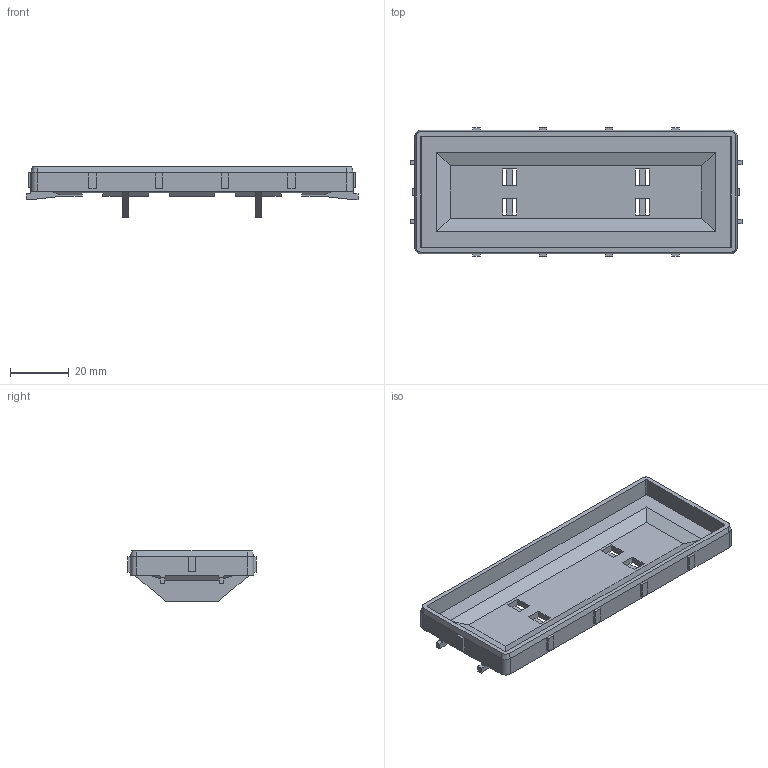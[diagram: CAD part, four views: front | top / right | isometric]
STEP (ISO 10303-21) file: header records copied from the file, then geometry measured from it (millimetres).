
FILE_DESCRIPTION(/* description */ (''),/* implementation_level */ '2;1');
FILE_NAME(/* name */ '28665_8_KDS_FP_AD_UL.stp',/* time_stamp */ '2022-04-28T08:49:40+02:00',/* author */ (''),/* organization */ (''),/* preprocessor_version */ 'ST-DEVELOPER v16.7',/* originating_system */ 'SIEMENS PLM Software NX 12.0',/* authorisation */ '');
FILE_SCHEMA (('AUTOMOTIVE_DESIGN { 1 0 10303 214 3 1 1 1 }'));
Length unit declared in the file: millimetre
Products named in the file (1): 28665_8_KDS_FP_AD_UL
Bounding box: 112.6 x 43.53 x 17 mm (x, y, z)
Volume: 14042.1 mm3; surface area: 14811.9 mm2
Topology: 1 solids, 1 shells, 170 faces, 488 edges, 320 vertices
Faces by surface type: plane 158, cylinder 8, cone 4
Entity records: 5500 total; most frequent: CARTESIAN_POINT 979, ORIENTED_EDGE 976, DIRECTION 850, EDGE_CURVE 488, LINE 468, VECTOR 468, VERTEX_POINT 320, AXIS2_PLACEMENT_3D 191
